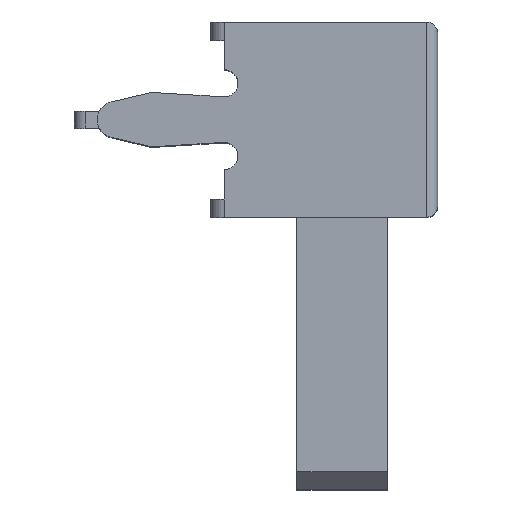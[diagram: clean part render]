
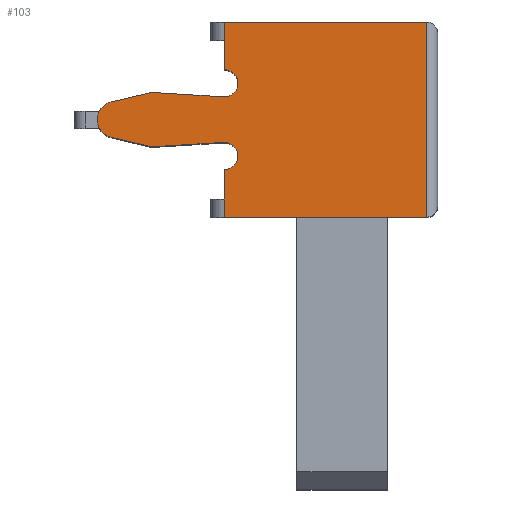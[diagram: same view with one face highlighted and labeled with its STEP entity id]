
A CAD part, top view. The second image highlights one B-rep face of the part: STEP entity #103.
In plain terms, the highlighted planar face has unit normal (0, 0, 1).
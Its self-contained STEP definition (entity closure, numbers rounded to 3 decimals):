
#103 = ADVANCED_FACE( '', ( #264 ), #265, .T. );
#264 = FACE_OUTER_BOUND( '', #565, .T. );
#265 = PLANE( '', #566 );
#565 = EDGE_LOOP( '', ( #961, #962, #963, #964, #965, #966, #967, #968, #969, #970, #971, #972 ) );
#566 = AXIS2_PLACEMENT_3D( '', #973, #974, #975 );
#961 = ORIENTED_EDGE( '', *, *, #2178, .F. );
#962 = ORIENTED_EDGE( '', *, *, #2179, .F. );
#963 = ORIENTED_EDGE( '', *, *, #2180, .F. );
#964 = ORIENTED_EDGE( '', *, *, #2181, .F. );
#965 = ORIENTED_EDGE( '', *, *, #2107, .F. );
#966 = ORIENTED_EDGE( '', *, *, #2182, .F. );
#967 = ORIENTED_EDGE( '', *, *, #2183, .T. );
#968 = ORIENTED_EDGE( '', *, *, #2132, .T. );
#969 = ORIENTED_EDGE( '', *, *, #2184, .F. );
#970 = ORIENTED_EDGE( '', *, *, #2185, .F. );
#971 = ORIENTED_EDGE( '', *, *, #2186, .T. );
#972 = ORIENTED_EDGE( '', *, *, #2187, .F. );
#973 = CARTESIAN_POINT( '', ( 0., 2.15, 4.3 ) );
#974 = DIRECTION( '', ( 0., 0., 1. ) );
#975 = DIRECTION( '', ( 1., 0., 0. ) );
#2107 = EDGE_CURVE( '', #2528, #2529, #2530, .T. );
#2132 = EDGE_CURVE( '', #2578, #2576, #2579, .T. );
#2178 = EDGE_CURVE( '', #2665, #2666, #2667, .T. );
#2179 = EDGE_CURVE( '', #2668, #2665, #2669, .T. );
#2180 = EDGE_CURVE( '', #2670, #2668, #2671, .T. );
#2181 = EDGE_CURVE( '', #2529, #2670, #2672, .T. );
#2182 = EDGE_CURVE( '', #2673, #2528, #2674, .T. );
#2183 = EDGE_CURVE( '', #2673, #2578, #2675, .T. );
#2184 = EDGE_CURVE( '', #2641, #2576, #2676, .T. );
#2185 = EDGE_CURVE( '', #2677, #2641, #2678, .T. );
#2186 = EDGE_CURVE( '', #2677, #2679, #2680, .T. );
#2187 = EDGE_CURVE( '', #2666, #2679, #2681, .T. );
#2528 = VERTEX_POINT( '', #3221 );
#2529 = VERTEX_POINT( '', #3222 );
#2530 = LINE( '', #3223, #3224 );
#2576 = VERTEX_POINT( '', #3292 );
#2578 = VERTEX_POINT( '', #3295 );
#2579 = LINE( '', #3296, #3297 );
#2641 = VERTEX_POINT( '', #3388 );
#2665 = VERTEX_POINT( '', #3441 );
#2666 = VERTEX_POINT( '', #3442 );
#2667 = LINE( '', #3443, #3444 );
#2668 = VERTEX_POINT( '', #3445 );
#2669 = LINE( '', #3446, #3447 );
#2670 = VERTEX_POINT( '', #3448 );
#2671 = CIRCLE( '', #3449, 0.4 );
#2672 = LINE( '', #3450, #3451 );
#2673 = VERTEX_POINT( '', #3452 );
#2674 = CIRCLE( '', #3453, 0.3 );
#2675 = LINE( '', #3454, #3455 );
#2676 = LINE( '', #3456, #3457 );
#2677 = VERTEX_POINT( '', #3458 );
#2678 = LINE( '', #3459, #3460 );
#2679 = VERTEX_POINT( '', #3461 );
#2680 = LINE( '', #3462, #3463 );
#2681 = CIRCLE( '', #3464, 0.3 );
#3221 = CARTESIAN_POINT( '', ( 0., -0.5, 4.3 ) );
#3222 = CARTESIAN_POINT( '', ( -1.6, -0.6, 4.3 ) );
#3223 = CARTESIAN_POINT( '', ( 0., -0.5, 4.3 ) );
#3224 = VECTOR( '', #4309, 1000. );
#3292 = CARTESIAN_POINT( '', ( 4.45, -2.15, 4.3 ) );
#3295 = CARTESIAN_POINT( '', ( 0., -2.15, 4.3 ) );
#3296 = CARTESIAN_POINT( '', ( 0., -2.15, 4.3 ) );
#3297 = VECTOR( '', #4336, 1000. );
#3388 = CARTESIAN_POINT( '', ( 4.45, 2.15, 4.3 ) );
#3441 = CARTESIAN_POINT( '', ( -1.6, 0.6, 4.3 ) );
#3442 = CARTESIAN_POINT( '', ( 0., 0.5, 4.3 ) );
#3443 = CARTESIAN_POINT( '', ( -1.6, 0.6, 4.3 ) );
#3444 = VECTOR( '', #4386, 1000. );
#3445 = CARTESIAN_POINT( '', ( -2.492, 0.389, 4.3 ) );
#3446 = CARTESIAN_POINT( '', ( -2.492, 0.389, 4.3 ) );
#3447 = VECTOR( '', #4387, 1000. );
#3448 = CARTESIAN_POINT( '', ( -2.492, -0.389, 4.3 ) );
#3449 = AXIS2_PLACEMENT_3D( '', #4388, #4389, #4390 );
#3450 = CARTESIAN_POINT( '', ( -1.6, -0.6, 4.3 ) );
#3451 = VECTOR( '', #4391, 1000. );
#3452 = CARTESIAN_POINT( '', ( 0., -1.1, 4.3 ) );
#3453 = AXIS2_PLACEMENT_3D( '', #4392, #4393, #4394 );
#3454 = CARTESIAN_POINT( '', ( 0., -1.1, 4.3 ) );
#3455 = VECTOR( '', #4395, 1000. );
#3456 = CARTESIAN_POINT( '', ( 4.45, 2.15, 4.3 ) );
#3457 = VECTOR( '', #4396, 1000. );
#3458 = CARTESIAN_POINT( '', ( 0., 2.15, 4.3 ) );
#3459 = CARTESIAN_POINT( '', ( 0., 2.15, 4.3 ) );
#3460 = VECTOR( '', #4397, 1000. );
#3461 = CARTESIAN_POINT( '', ( 0., 1.1, 4.3 ) );
#3462 = CARTESIAN_POINT( '', ( 0., 2.15, 4.3 ) );
#3463 = VECTOR( '', #4398, 1000. );
#3464 = AXIS2_PLACEMENT_3D( '', #4399, #4400, #4401 );
#4309 = DIRECTION( '', ( -0.998, -0.062, 0. ) );
#4336 = DIRECTION( '', ( 1., 0., 0. ) );
#4386 = DIRECTION( '', ( 0.998, -0.062, 0. ) );
#4387 = DIRECTION( '', ( 0.973, 0.23, 0. ) );
#4388 = CARTESIAN_POINT( '', ( -2.4, 0., 4.3 ) );
#4389 = DIRECTION( '', ( 0., 0., -1. ) );
#4390 = DIRECTION( '', ( -0.23, -0.973, 0. ) );
#4391 = DIRECTION( '', ( -0.973, 0.23, 0. ) );
#4392 = CARTESIAN_POINT( '', ( 0., -0.8, 4.3 ) );
#4393 = DIRECTION( '', ( 0., 0., 1. ) );
#4394 = DIRECTION( '', ( 0., -1., 0. ) );
#4395 = DIRECTION( '', ( 0., -1., 0. ) );
#4396 = DIRECTION( '', ( 0., -1., 0. ) );
#4397 = DIRECTION( '', ( 1., 0., 0. ) );
#4398 = DIRECTION( '', ( 0., -1., 0. ) );
#4399 = CARTESIAN_POINT( '', ( 0., 0.8, 4.3 ) );
#4400 = DIRECTION( '', ( 0., 0., 1. ) );
#4401 = DIRECTION( '', ( 0., -1., 0. ) );
